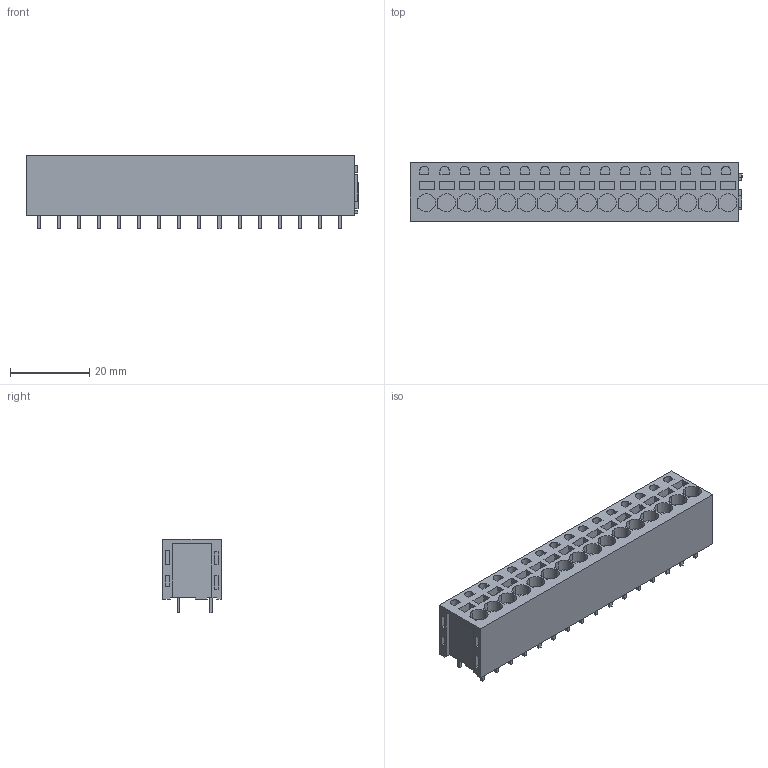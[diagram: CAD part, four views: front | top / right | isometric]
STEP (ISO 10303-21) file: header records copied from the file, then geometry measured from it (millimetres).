
FILE_DESCRIPTION(('CATIA V5 STEP Exchange','CAx-IF Rec.Pracs.--- Model Styling and Organization---1.2---2011-12-15'),'2;1');
FILE_NAME ('D1451174_0', '2018-04-09T13:35:00+00:00', ('none'), ('Weidmueller'), 'CATIA Version 5-6 Release 2014', 'CATIA V5 STEP AP214', 'none');
FILE_SCHEMA(('AUTOMOTIVE_DESIGN { 1 0 10303 214 1 1 1 1 }'));
Length unit declared in the file: millimetre
Products named in the file (1): 1331590000
Bounding box: 83.93 x 14.8 x 18.7 mm (x, y, z)
Volume: 17009.1 mm3; surface area: 7549.3 mm2
Topology: 33 solids, 33 shells, 565 faces, 1317 edges, 878 vertices
Faces by surface type: plane 485, cylinder 80
Entity records: 15578 total; most frequent: CARTESIAN_POINT 2734, ORIENTED_EDGE 2634, DIRECTION 2189, EDGE_CURVE 1317, VECTOR 1157, LINE 1157, VERTEX_POINT 878, EDGE_LOOP 625
